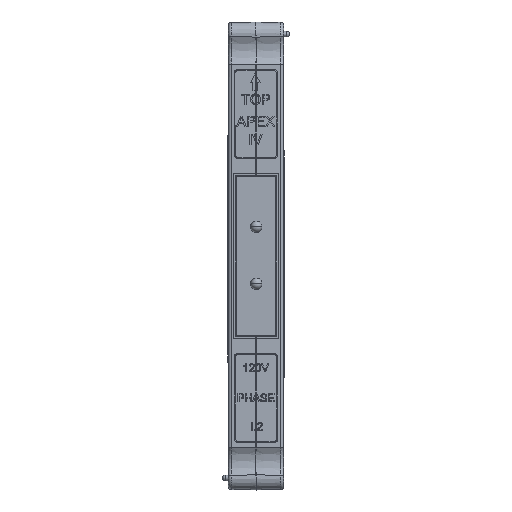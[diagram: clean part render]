
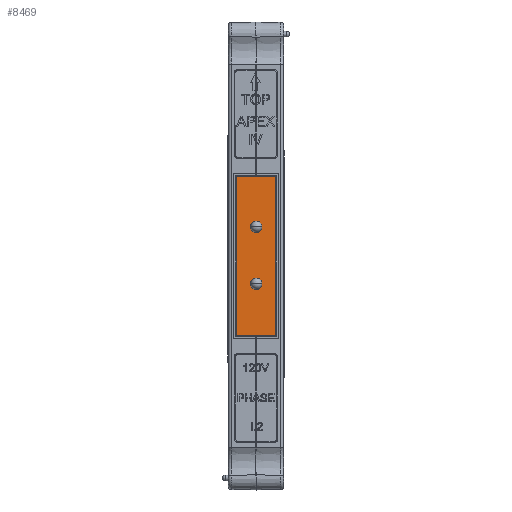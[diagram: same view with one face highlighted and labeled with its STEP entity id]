
A CAD part, top view. The second image highlights one B-rep face of the part: STEP entity #8469.
In plain terms, the highlighted planar face has unit normal (0, 0, 1).
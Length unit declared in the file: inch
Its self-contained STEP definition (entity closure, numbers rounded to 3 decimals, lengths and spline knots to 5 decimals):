
#405 = DIRECTION ( 'NONE',  ( 0., 1., 0. ) ) ;
#907 = AXIS2_PLACEMENT_3D ( 'NONE', #42066, #21137, #16895 ) ;
#1445 = EDGE_CURVE ( 'NONE', #28111, #27018, #53122, .T. ) ;
#2176 = VECTOR ( 'NONE', #3656, 39.37008 ) ;
#2559 = AXIS2_PLACEMENT_3D ( 'NONE', #7293, #11508, #53549 ) ;
#3656 = DIRECTION ( 'NONE',  ( 0., -1., 0. ) ) ;
#3748 = VECTOR ( 'NONE', #27828, 39.37008 ) ;
#3965 = VERTEX_POINT ( 'NONE', #10702 ) ;
#5077 = LINE ( 'NONE', #35904, #3748 ) ;
#6791 = EDGE_CURVE ( 'NONE', #3965, #19950, #19889, .T. ) ;
#7293 = CARTESIAN_POINT ( 'NONE',  ( -1.28975, -0.3968, 0.04 ) ) ;
#7363 = ORIENTED_EDGE ( 'NONE', *, *, #16679, .T. ) ;
#8469 = ADVANCED_FACE ( 'NONE', ( #44065, #10601, #28348 ), #53986, .F. ) ;
#8748 = VECTOR ( 'NONE', #405, 39.37008 ) ;
#10372 = ORIENTED_EDGE ( 'NONE', *, *, #15234, .F. ) ;
#10601 = FACE_BOUND ( 'NONE', #43940, .T. ) ;
#10702 = CARTESIAN_POINT ( 'NONE',  ( -0.89475, -1.35778, 0.04 ) ) ;
#10704 = ORIENTED_EDGE ( 'NONE', *, *, #29867, .T. ) ;
#11508 = DIRECTION ( 'NONE',  ( 0., 0., -1. ) ) ;
#15108 = DIRECTION ( 'NONE',  ( 0., 0., -1. ) ) ;
#15234 = EDGE_CURVE ( 'NONE', #3965, #52675, #5077, .T. ) ;
#15912 = CARTESIAN_POINT ( 'NONE',  ( -1.18975, 0.6032, 0.04 ) ) ;
#15928 = DIRECTION ( 'NONE',  ( -1., 0., 0. ) ) ;
#16619 = DIRECTION ( 'NONE',  ( 0., 0., 1. ) ) ;
#16679 = EDGE_CURVE ( 'NONE', #35186, #52675, #25824, .T. ) ;
#16895 = DIRECTION ( 'NONE',  ( 1., 0., 0. ) ) ;
#17146 = CIRCLE ( 'NONE', #20684, 0.1 ) ;
#18790 = EDGE_LOOP ( 'NONE', ( #7363, #10372, #37172, #42196 ) ) ;
#18813 = CARTESIAN_POINT ( 'NONE',  ( -1.28975, -0.3968, 0.04 ) ) ;
#19889 = LINE ( 'NONE', #50756, #8748 ) ;
#19950 = VERTEX_POINT ( 'NONE', #43190 ) ;
#20402 = VECTOR ( 'NONE', #51179, 39.37008 ) ;
#20684 = AXIS2_PLACEMENT_3D ( 'NONE', #18813, #15108, #52447 ) ;
#20911 = EDGE_CURVE ( 'NONE', #35186, #19950, #53266, .T. ) ;
#21137 = DIRECTION ( 'NONE',  ( 0., 0., 1. ) ) ;
#21470 = AXIS2_PLACEMENT_3D ( 'NONE', #53816, #45844, #15928 ) ;
#23006 = CIRCLE ( 'NONE', #2559, 0.1 ) ;
#25116 = CARTESIAN_POINT ( 'NONE',  ( -1.68475, 1.53222, 0.04 ) ) ;
#25824 = LINE ( 'NONE', #49768, #2176 ) ;
#26697 = CARTESIAN_POINT ( 'NONE',  ( -1.68475, 1.53222, 0.04 ) ) ;
#26880 = AXIS2_PLACEMENT_3D ( 'NONE', #37632, #16619, #45985 ) ;
#27018 = VERTEX_POINT ( 'NONE', #46855 ) ;
#27234 = ORIENTED_EDGE ( 'NONE', *, *, #32408, .F. ) ;
#27828 = DIRECTION ( 'NONE',  ( -1., 0., 0. ) ) ;
#28111 = VERTEX_POINT ( 'NONE', #15912 ) ;
#28348 = FACE_BOUND ( 'NONE', #36332, .T. ) ;
#29867 = EDGE_CURVE ( 'NONE', #37047, #53065, #23006, .T. ) ;
#30394 = CIRCLE ( 'NONE', #907, 0.1 ) ;
#32408 = EDGE_CURVE ( 'NONE', #27018, #28111, #30394, .T. ) ;
#32861 = CARTESIAN_POINT ( 'NONE',  ( -1.18975, -0.3968, 0.04 ) ) ;
#33355 = CARTESIAN_POINT ( 'NONE',  ( -1.38975, -0.3968, 0.04 ) ) ;
#35186 = VERTEX_POINT ( 'NONE', #26697 ) ;
#35904 = CARTESIAN_POINT ( 'NONE',  ( -0.89475, -1.35778, 0.04 ) ) ;
#36332 = EDGE_LOOP ( 'NONE', ( #10704, #48248 ) ) ;
#37047 = VERTEX_POINT ( 'NONE', #32861 ) ;
#37172 = ORIENTED_EDGE ( 'NONE', *, *, #6791, .T. ) ;
#37632 = CARTESIAN_POINT ( 'NONE',  ( -1.28975, 0.6032, 0.04 ) ) ;
#39231 = ORIENTED_EDGE ( 'NONE', *, *, #1445, .F. ) ;
#42066 = CARTESIAN_POINT ( 'NONE',  ( -1.28975, 0.6032, 0.04 ) ) ;
#42196 = ORIENTED_EDGE ( 'NONE', *, *, #20911, .F. ) ;
#43190 = CARTESIAN_POINT ( 'NONE',  ( -0.89475, 1.53222, 0.04 ) ) ;
#43940 = EDGE_LOOP ( 'NONE', ( #39231, #27234 ) ) ;
#44065 = FACE_OUTER_BOUND ( 'NONE', #18790, .T. ) ;
#45844 = DIRECTION ( 'NONE',  ( 0., 0., -1. ) ) ;
#45985 = DIRECTION ( 'NONE',  ( 1., 0., 0. ) ) ;
#46855 = CARTESIAN_POINT ( 'NONE',  ( -1.38975, 0.6032, 0.04 ) ) ;
#47698 = CARTESIAN_POINT ( 'NONE',  ( -1.68475, -1.35778, 0.04 ) ) ;
#48248 = ORIENTED_EDGE ( 'NONE', *, *, #51011, .T. ) ;
#49768 = CARTESIAN_POINT ( 'NONE',  ( -1.68475, 1.53222, 0.04 ) ) ;
#50756 = CARTESIAN_POINT ( 'NONE',  ( -0.89475, -1.35778, 0.04 ) ) ;
#51011 = EDGE_CURVE ( 'NONE', #53065, #37047, #17146, .T. ) ;
#51179 = DIRECTION ( 'NONE',  ( 1., 0., 0. ) ) ;
#52447 = DIRECTION ( 'NONE',  ( -1., 0., 0. ) ) ;
#52675 = VERTEX_POINT ( 'NONE', #47698 ) ;
#53065 = VERTEX_POINT ( 'NONE', #33355 ) ;
#53122 = CIRCLE ( 'NONE', #26880, 0.1 ) ;
#53266 = LINE ( 'NONE', #25116, #20402 ) ;
#53549 = DIRECTION ( 'NONE',  ( -1., 0., 0. ) ) ;
#53816 = CARTESIAN_POINT ( 'NONE',  ( -1.68475, -1.35778, 0.04 ) ) ;
#53986 = PLANE ( 'NONE',  #21470 ) ;
